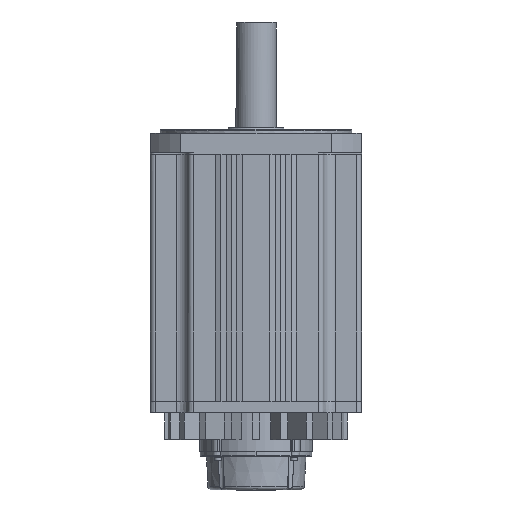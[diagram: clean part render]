
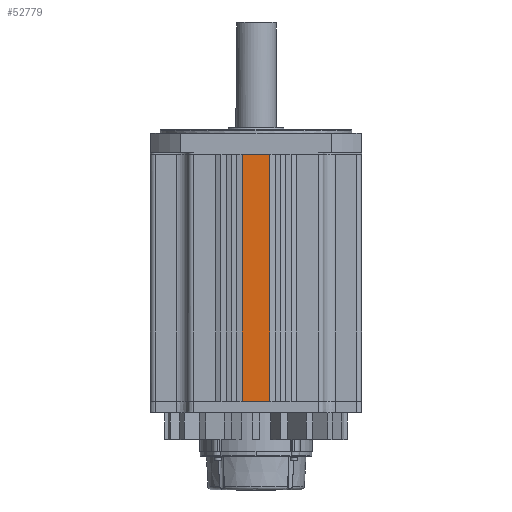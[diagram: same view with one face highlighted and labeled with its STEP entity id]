
A CAD part, front view. The second image highlights one B-rep face of the part: STEP entity #52779.
In plain terms, the highlighted planar face has unit normal (0, -1, 0).
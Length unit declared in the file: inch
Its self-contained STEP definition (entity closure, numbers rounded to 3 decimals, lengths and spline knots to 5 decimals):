
#1833 = EDGE_CURVE ( 'NONE', #30734, #38419, #26354, .T. ) ;
#2376 = VERTEX_POINT ( 'NONE', #17278 ) ;
#2850 = CARTESIAN_POINT ( 'NONE',  ( -0.57087, -4.33071, 0. ) ) ;
#3906 = DIRECTION ( 'NONE',  ( 0., 0., 1. ) ) ;
#5382 = CARTESIAN_POINT ( 'NONE',  ( 0.57087, -4.33071, 0. ) ) ;
#8871 = ORIENTED_EDGE ( 'NONE', *, *, #1833, .F. ) ;
#9051 = DIRECTION ( 'NONE',  ( 1., 0., 0. ) ) ;
#9250 = VECTOR ( 'NONE', #30694, 39.37008 ) ;
#11767 = AXIS2_PLACEMENT_3D ( 'NONE', #48854, #32417, #3906 ) ;
#12802 = EDGE_CURVE ( 'NONE', #42307, #30734, #33999, .T. ) ;
#13614 = CARTESIAN_POINT ( 'NONE',  ( 0., -4.33071, -10.11811 ) ) ;
#14673 = VECTOR ( 'NONE', #17938, 39.37008 ) ;
#15447 = VECTOR ( 'NONE', #9051, 39.37008 ) ;
#15473 = FACE_OUTER_BOUND ( 'NONE', #35056, .T. ) ;
#17278 = CARTESIAN_POINT ( 'NONE',  ( 0.57087, -4.33071, -10.11811 ) ) ;
#17311 = CARTESIAN_POINT ( 'NONE',  ( 0., -4.33071, 0. ) ) ;
#17938 = DIRECTION ( 'NONE',  ( 1., 0., 0. ) ) ;
#18608 = DIRECTION ( 'NONE',  ( 0., 0., 1. ) ) ;
#19022 = ORIENTED_EDGE ( 'NONE', *, *, #39668, .T. ) ;
#25624 = LINE ( 'NONE', #13614, #14673 ) ;
#26354 = LINE ( 'NONE', #17311, #15447 ) ;
#28556 = LINE ( 'NONE', #39298, #9250 ) ;
#28685 = ORIENTED_EDGE ( 'NONE', *, *, #12802, .F. ) ;
#30694 = DIRECTION ( 'NONE',  ( 0., 0., -1. ) ) ;
#30734 = VERTEX_POINT ( 'NONE', #2850 ) ;
#32417 = DIRECTION ( 'NONE',  ( 0., 1., 0. ) ) ;
#33999 = LINE ( 'NONE', #39214, #48727 ) ;
#35056 = EDGE_LOOP ( 'NONE', ( #8871, #28685, #19022, #44354 ) ) ;
#38419 = VERTEX_POINT ( 'NONE', #5382 ) ;
#39214 = CARTESIAN_POINT ( 'NONE',  ( -0.57087, -4.33071, -5.05906 ) ) ;
#39218 = CARTESIAN_POINT ( 'NONE',  ( -0.57087, -4.33071, -10.11811 ) ) ;
#39298 = CARTESIAN_POINT ( 'NONE',  ( 0.57087, -4.33071, -5.05906 ) ) ;
#39668 = EDGE_CURVE ( 'NONE', #42307, #2376, #25624, .T. ) ;
#40906 = EDGE_CURVE ( 'NONE', #38419, #2376, #28556, .T. ) ;
#42307 = VERTEX_POINT ( 'NONE', #39218 ) ;
#44354 = ORIENTED_EDGE ( 'NONE', *, *, #40906, .F. ) ;
#48499 = PLANE ( 'NONE',  #11767 ) ;
#48727 = VECTOR ( 'NONE', #18608, 39.37008 ) ;
#48854 = CARTESIAN_POINT ( 'NONE',  ( 0., -4.33071, -5.05906 ) ) ;
#52779 = ADVANCED_FACE ( 'NONE', ( #15473 ), #48499, .F. ) ;
